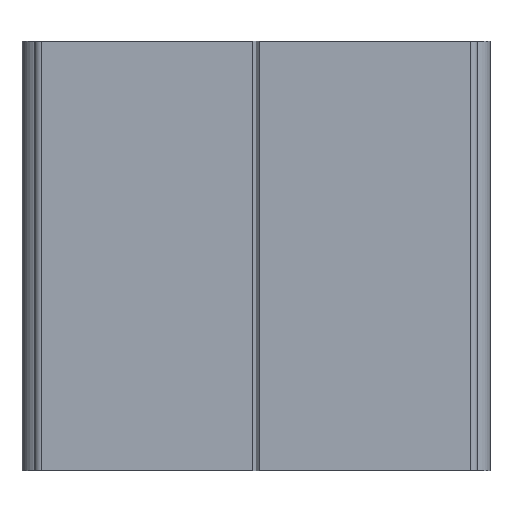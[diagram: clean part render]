
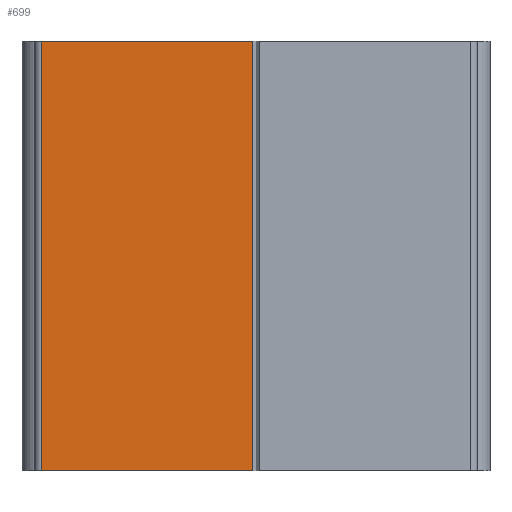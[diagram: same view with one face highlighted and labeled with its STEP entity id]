
A CAD part, front view. The second image highlights one B-rep face of the part: STEP entity #699.
In plain terms, the highlighted planar face has unit normal (0, -1, 0).
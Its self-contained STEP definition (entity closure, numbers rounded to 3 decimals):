
#42=PLANE('',#811);
#77=FACE_OUTER_BOUND('',#114,.T.);
#114=EDGE_LOOP('',(#604,#605,#606,#607));
#164=LINE('',#1156,#237);
#171=LINE('',#1176,#244);
#191=LINE('',#1219,#264);
#192=LINE('',#1221,#265);
#237=VECTOR('',#936,10.);
#244=VECTOR('',#955,10.);
#264=VECTOR('',#993,10.);
#265=VECTOR('',#996,10.);
#344=VERTEX_POINT('',#1153);
#345=VERTEX_POINT('',#1155);
#351=VERTEX_POINT('',#1173);
#352=VERTEX_POINT('',#1175);
#421=EDGE_CURVE('',#344,#345,#164,.T.);
#431=EDGE_CURVE('',#351,#352,#171,.T.);
#455=EDGE_CURVE('',#345,#351,#191,.T.);
#456=EDGE_CURVE('',#344,#352,#192,.T.);
#604=ORIENTED_EDGE('',*,*,#455,.F.);
#605=ORIENTED_EDGE('',*,*,#421,.F.);
#606=ORIENTED_EDGE('',*,*,#456,.T.);
#607=ORIENTED_EDGE('',*,*,#431,.F.);
#699=ADVANCED_FACE('',(#77),#42,.T.);
#811=AXIS2_PLACEMENT_3D('',#1220,#994,#995);
#936=DIRECTION('',(-1.,0.,0.));
#955=DIRECTION('',(1.,0.,0.));
#993=DIRECTION('',(0.,0.,1.));
#994=DIRECTION('center_axis',(0.,-1.,0.));
#995=DIRECTION('ref_axis',(1.,0.,0.));
#996=DIRECTION('',(0.,0.,1.));
#1153=CARTESIAN_POINT('',(-0.75,-10.,0.));
#1155=CARTESIAN_POINT('',(-50.,-10.,0.));
#1156=CARTESIAN_POINT('',(51.5,-10.,0.));
#1173=CARTESIAN_POINT('',(-50.,-10.,100.));
#1175=CARTESIAN_POINT('',(-0.75,-10.,100.));
#1176=CARTESIAN_POINT('',(51.5,-10.,100.));
#1219=CARTESIAN_POINT('',(-50.,-10.,0.));
#1220=CARTESIAN_POINT('Origin',(-51.5,-10.,0.));
#1221=CARTESIAN_POINT('',(-0.75,-10.,50.));
